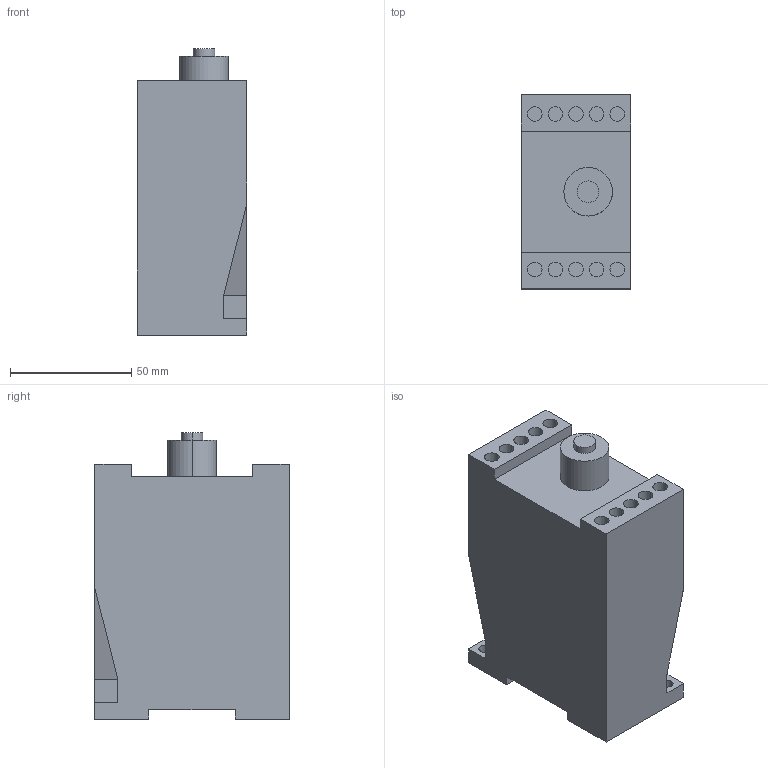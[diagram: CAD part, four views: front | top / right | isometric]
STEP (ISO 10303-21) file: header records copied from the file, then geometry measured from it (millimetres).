
FILE_DESCRIPTION (( 'STEP AP214' ), '1' );
FILE_NAME ('14JSZ7.STEP', '2025-05-23T02:48:43', ( '微软用户' ), ( '微软中国' ), 'SwSTEP 2.0', 'SolidWorks 2014', '' );
FILE_SCHEMA (( 'AUTOMOTIVE_DESIGN' ));
Length unit declared in the file: millimetre
Products named in the file (1): 14JSZ7
Bounding box: 45 x 80 x 118 mm (x, y, z)
Volume: 359600.5 mm3; surface area: 35789.5 mm2
Topology: 1 solids, 1 shells, 64 faces, 146 edges, 96 vertices
Faces by surface type: plane 36, cylinder 28
Entity records: 2527 total; most frequent: DIRECTION 332, CARTESIAN_POINT 307, ORIENTED_EDGE 292, EDGE_CURVE 146, AXIS2_PLACEMENT_3D 121, VERTEX_POINT 96, VECTOR 90, LINE 90
